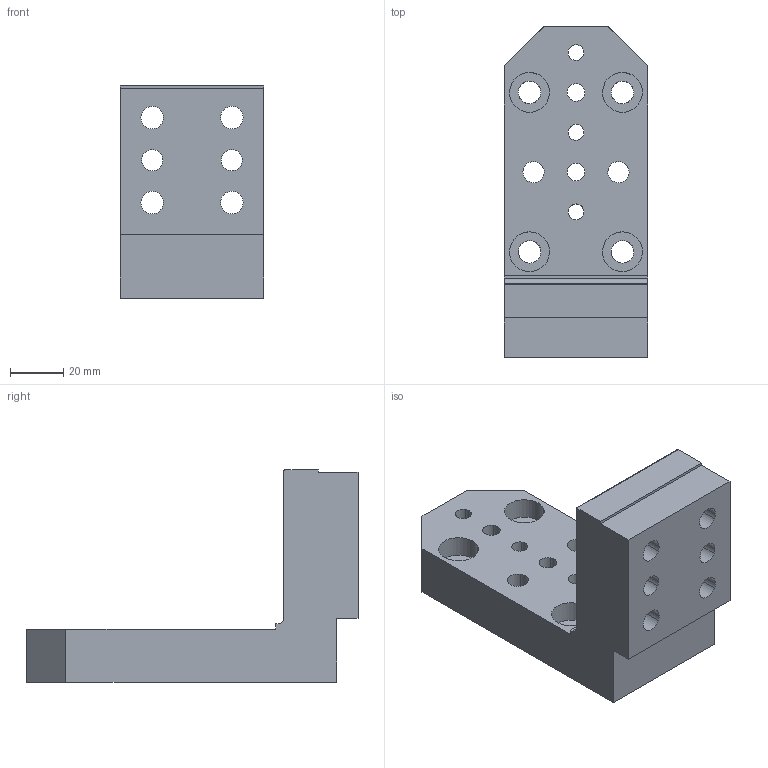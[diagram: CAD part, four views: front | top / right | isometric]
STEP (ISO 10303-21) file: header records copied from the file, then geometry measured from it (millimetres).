
FILE_DESCRIPTION(('CATIA V5 STEP','CAx-IF Rec.Pracs.--- Model Styling and Organization---1.4--- 2014-01-23','CAx-IF Rec.Pracs.---3D Tessellated Data Validation Properties---0.5---2014-09-14'),'2;1');
FILE_NAME('1346001_Winkelanbindung-Spanner Gr50-63.stp','2020-05-21T11:11:20+00:00',('none'),('none'),'CATIA Version 5-6 Release 2019 SP3 HF5','CATIA V5 STEP AP242 v1','none');
FILE_SCHEMA(('AP242_MANAGED_MODEL_BASED_3D_ENGINEERING_MIM_LF {1 0 10303 442 1 1 4}'));
Length unit declared in the file: millimetre
Products named in the file (1): 1346001_Winkelanbindung-Spanner Gr50-63
Bounding box: 54 x 125 x 80 mm (x, y, z)
Volume: 187764.1 mm3; surface area: 37776 mm2
Topology: 1 solids, 1 shells, 65 faces, 177 edges, 118 vertices
Faces by surface type: cylinder 45, plane 20
Entity records: 2302 total; most frequent: CARTESIAN_POINT 568, ORIENTED_EDGE 354, DIRECTION 251, EDGE_CURVE 177, AXIS2_PLACEMENT_3D 123, VERTEX_POINT 118, EDGE_LOOP 103, VECTOR 87
